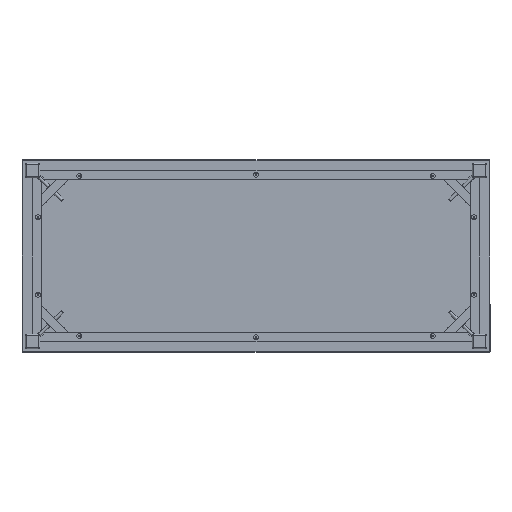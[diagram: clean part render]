
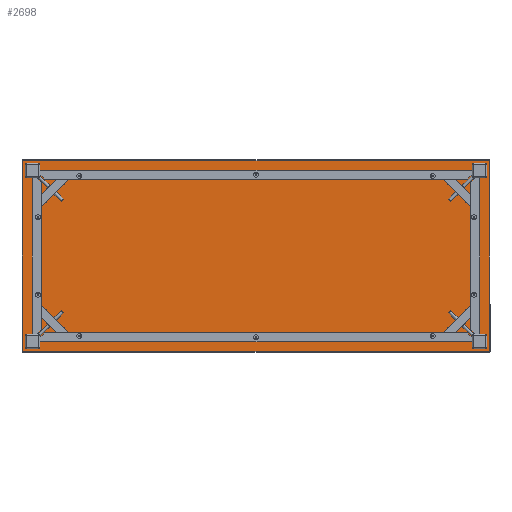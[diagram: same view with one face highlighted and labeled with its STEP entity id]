
A CAD part, front view. The second image highlights one B-rep face of the part: STEP entity #2698.
In plain terms, the highlighted face is planar.
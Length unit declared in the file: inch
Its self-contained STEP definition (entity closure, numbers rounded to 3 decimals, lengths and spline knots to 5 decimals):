
#308=LINE('',#4453,#498);
#310=LINE('',#4456,#500);
#314=LINE('',#4462,#504);
#316=LINE('',#4465,#506);
#498=VECTOR('',#3594,19.3125);
#500=VECTOR('',#3598,47.3125);
#504=VECTOR('',#3606,47.3125);
#506=VECTOR('',#3610,19.3125);
#833=FACE_OUTER_BOUND('',#1057,.T.);
#1057=EDGE_LOOP('',(#2174,#2175,#2176,#2177));
#1353=VERTEX_POINT('',#4377);
#1359=VERTEX_POINT('',#4394);
#1362=VERTEX_POINT('',#4401);
#1371=VERTEX_POINT('',#4431);
#1648=EDGE_CURVE('',#1362,#1371,#308,.T.);
#1650=EDGE_CURVE('',#1371,#1359,#310,.T.);
#1654=EDGE_CURVE('',#1353,#1362,#314,.T.);
#1656=EDGE_CURVE('',#1359,#1353,#316,.T.);
#2174=ORIENTED_EDGE('',*,*,#1648,.F.);
#2175=ORIENTED_EDGE('',*,*,#1654,.F.);
#2176=ORIENTED_EDGE('',*,*,#1656,.F.);
#2177=ORIENTED_EDGE('',*,*,#1650,.F.);
#2565=PLANE('',#2980);
#2698=ADVANCED_FACE('',(#833),#2565,.T.);
#2980=AXIS2_PLACEMENT_3D('',#4472,#3622,#3623);
#3594=DIRECTION('',(0.,1.,0.));
#3598=DIRECTION('',(-1.,0.,0.));
#3606=DIRECTION('',(1.,0.,0.));
#3610=DIRECTION('',(0.,-1.,0.));
#3622=DIRECTION('center_axis',(0.,0.,-1.));
#3623=DIRECTION('ref_axis',(-1.,0.,0.));
#4377=CARTESIAN_POINT('',(-23.65625,-9.65625,-0.5));
#4394=CARTESIAN_POINT('',(-23.65625,9.65625,-0.5));
#4401=CARTESIAN_POINT('',(23.65625,-9.65625,-0.5));
#4431=CARTESIAN_POINT('',(23.65625,9.65625,-0.5));
#4453=CARTESIAN_POINT('',(23.65625,-4.875,-0.5));
#4456=CARTESIAN_POINT('',(11.875,9.65625,-0.5));
#4462=CARTESIAN_POINT('',(-11.875,-9.65625,-0.5));
#4465=CARTESIAN_POINT('',(-23.65625,4.875,-0.5));
#4472=CARTESIAN_POINT('Origin',(0.,0.,-0.5));
